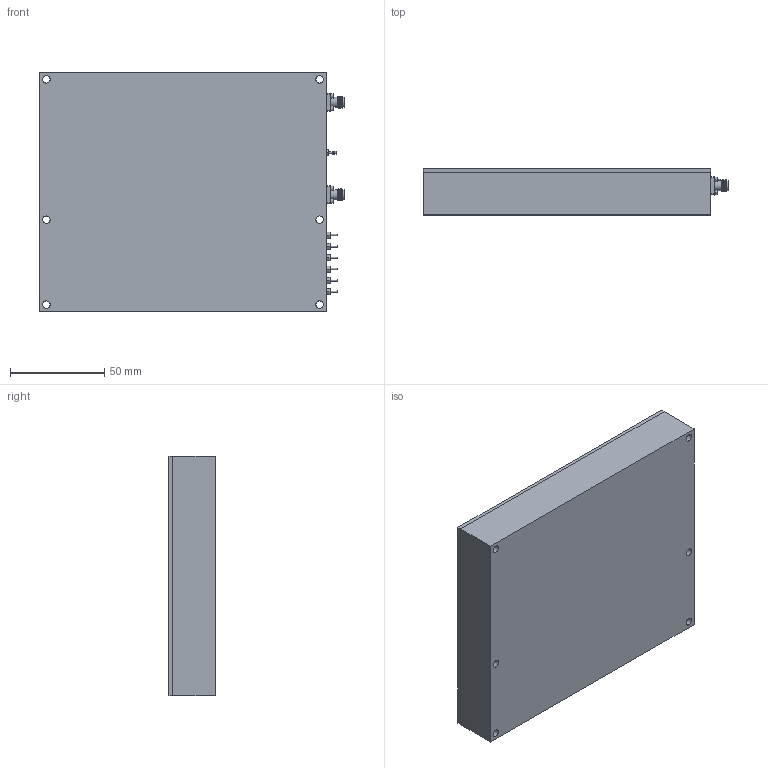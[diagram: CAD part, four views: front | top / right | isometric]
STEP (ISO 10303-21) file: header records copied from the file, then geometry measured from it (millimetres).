
FILE_DESCRIPTION (( 'STEP AP203' ), '1' );
FILE_NAME ('PE15A5032_3D.step', '2021-12-17T17:00:06', ( '' ), ( '' ), 'SwSTEP 2.0', 'SolidWorks 2021', '' );
FILE_SCHEMA (( 'CONFIG_CONTROL_DESIGN' ));
Products named in the file (1): PE15A5032_3D
Bounding box: 161.98 x 24.58 x 127 mm (x, y, z)
Volume: 473218.5 mm3; surface area: 55381.8 mm2
Topology: 1 solids, 9 shells, 1708 faces, 4376 edges, 2860 vertices
Faces by surface type: plane 1078, bspline 413, cone 116, cylinder 99, torus 2
Full cylindrical faces by diameter (mm): 0.762 x7, 1.016 x4, 1.27 x4, 1.524 x26, 1.854 x10, 2.438 x8, 2.946 x8, 3.988 x6, 4.521 x2, 5.08 x2, 5.334 x4
Entity records: 80040 total; most frequent: CARTESIAN_POINT 42773, ORIENTED_EDGE 8346, DIRECTION 6011, EDGE_CURVE 4173, VECTOR 2867, LINE 2867, VERTEX_POINT 2770, EDGE_LOOP 1975
